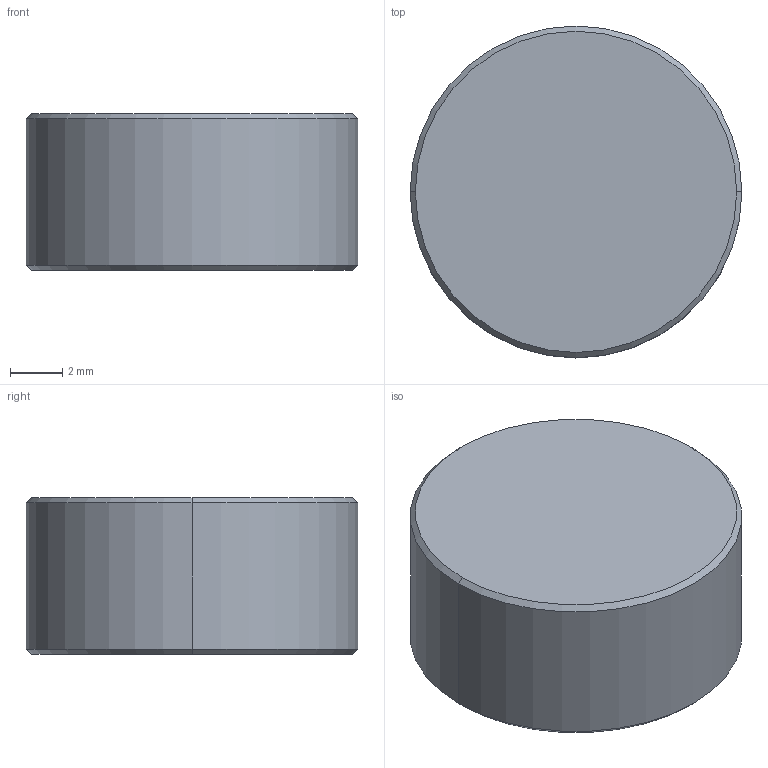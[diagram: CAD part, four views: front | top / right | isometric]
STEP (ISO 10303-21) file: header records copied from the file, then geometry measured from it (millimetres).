
FILE_DESCRIPTION (( 'STEP AP203' ), '1' );
FILE_NAME ('3540-E0W.STEP', '2018-03-19T13:28:19', ( 'admin' ), ( '' ), 'SwSTEP 2.0', 'SolidWorks 2016', '' );
FILE_SCHEMA (( 'CONFIG_CONTROL_DESIGN' ));
Length unit declared in the file: inch
Products named in the file (1): 3540-E0W
Bounding box: 12.7 x 12.7 x 6 mm (x, y, z)
Volume: 758.5 mm3; surface area: 483.3 mm2
Topology: 1 solids, 1 shells, 239 faces, 626 edges, 416 vertices
Faces by surface type: plane 133, bspline 100, cone 4, cylinder 2
Entity records: 12819 total; most frequent: CARTESIAN_POINT 7526, ORIENTED_EDGE 1252, DIRECTION 714, EDGE_CURVE 626, LINE 418, VECTOR 418, VERTEX_POINT 416, EDGE_LOOP 266
